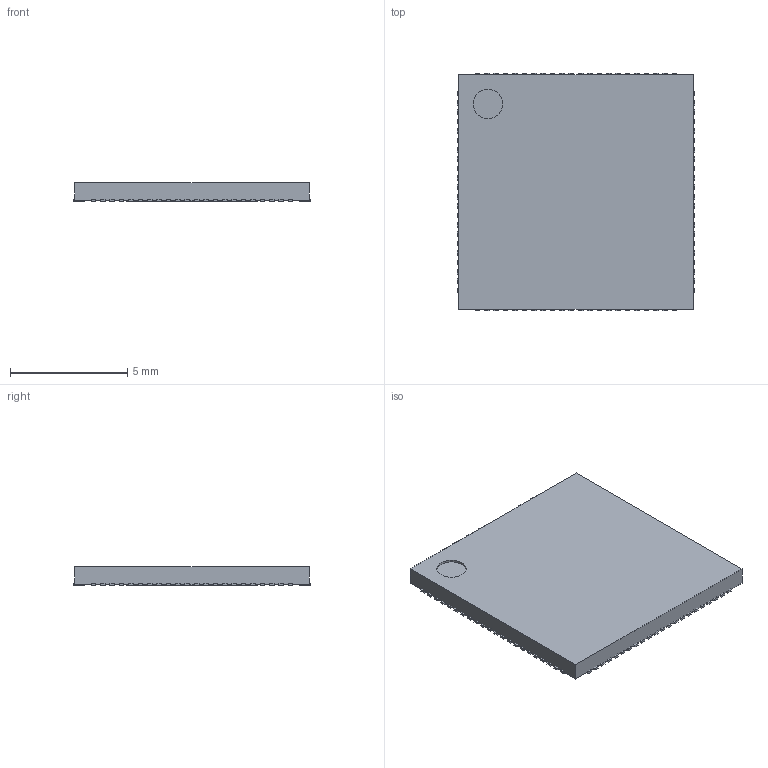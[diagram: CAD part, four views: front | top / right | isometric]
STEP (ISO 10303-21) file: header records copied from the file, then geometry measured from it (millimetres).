
FILE_DESCRIPTION(('FreeCAD Model'),'2;1');
FILE_NAME('2421798.1.1.stp','2020-12-30T09:17:13',( 'Author'),(''),'Open CASCADE STEP processor 6.9','FreeCAD','Unknown' );
FILE_SCHEMA(('AUTOMOTIVE_DESIGN { 1 0 10303 214 1 1 1 1 }'));
Length unit declared in the file: millimetre
Products named in the file (5): ASSEMBLY; Body; ThermalPin; PinsArrayLR; PinsArrayTB
Assembly tree (4 placements, depth 2):
  ASSEMBLY
    Body
    ThermalPin
    PinsArrayLR
    PinsArrayTB
Bounding box: 10.1 x 10.1 x 0.8 mm (x, y, z)
Volume: 78.8 mm3; surface area: 321 mm2
Topology: 90 solids, 90 shells, 542 faces, 1083 edges, 722 vertices
Faces by surface type: plane 453, cylinder 89
Full cylindrical faces by diameter (mm): 1.25 x1
Entity records: 28968 total; most frequent: CARTESIAN_POINT 5046, DIRECTION 4433, LINE 2893, VECTOR 2893, ORIENTED_EDGE 2166, PCURVE 2166, DEFINITIONAL_REPRESENTATION 2166, EDGE_CURVE 1083
